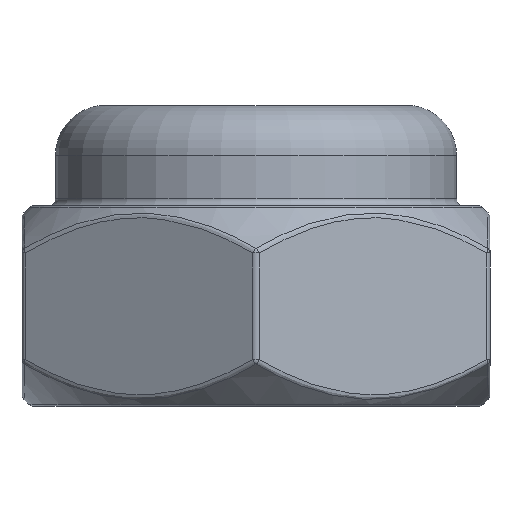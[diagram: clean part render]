
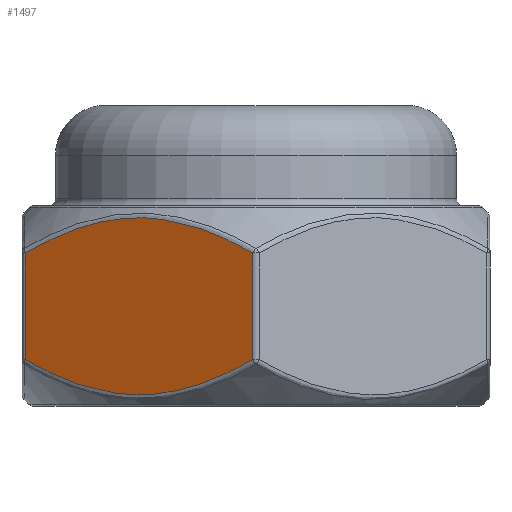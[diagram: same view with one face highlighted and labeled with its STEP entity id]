
A CAD part, front view. The second image highlights one B-rep face of the part: STEP entity #1497.
In plain terms, the highlighted planar face has unit normal (-0.5, -0.866, 0).
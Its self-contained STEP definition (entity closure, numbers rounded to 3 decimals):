
#39 = CARTESIAN_POINT ( 'NONE',  ( -0.05, -4.013, 0.696 ) ) ;
#58 = ORIENTED_EDGE ( 'NONE', *, *, #235, .T. ) ;
#103 = B_SPLINE_CURVE_WITH_KNOTS ( 'NONE', 3,
 ( #2192, #2378, #2220, #2197, #158, #1105, #2393, #1442, #518, #712, #324, #2371 ),
 .UNSPECIFIED., .F., .F.,
 ( 4, 2, 2, 2, 2, 4 ),
 ( 0., 0.001, 0.002, 0.003, 0.003, 0.004 ),
 .UNSPECIFIED. ) ;
#158 = CARTESIAN_POINT ( 'NONE',  ( -2.044, -2.861, 0.17 ) ) ;
#172 = CARTESIAN_POINT ( 'NONE',  ( -1.456, -3.201, 2.819 ) ) ;
#224 = VERTEX_POINT ( 'NONE', #1271 ) ;
#235 = EDGE_CURVE ( 'NONE', #280, #1950, #103, .T. ) ;
#264 = EDGE_CURVE ( 'NONE', #2163, #224, #1587, .T. ) ;
#280 = VERTEX_POINT ( 'NONE', #1656 ) ;
#324 = CARTESIAN_POINT ( 'NONE',  ( -0.316, -3.859, 0.542 ) ) ;
#418 = VECTOR ( 'NONE', #705, 1000. ) ;
#518 = CARTESIAN_POINT ( 'NONE',  ( -1.015, -3.456, 0.271 ) ) ;
#533 = CARTESIAN_POINT ( 'NONE',  ( -0.05, -4.013, 2.293 ) ) ;
#570 = EDGE_CURVE ( 'NONE', #1950, #2163, #1173, .T. ) ;
#705 = DIRECTION ( 'NONE',  ( 0., 0., 1. ) ) ;
#712 = CARTESIAN_POINT ( 'NONE',  ( -0.588, -3.702, 0.411 ) ) ;
#719 = CARTESIAN_POINT ( 'NONE',  ( -2.912, -2.36, 2.577 ) ) ;
#851 = ORIENTED_EDGE ( 'NONE', *, *, #570, .T. ) ;
#858 = LINE ( 'NONE', #1825, #1198 ) ;
#928 = PLANE ( 'NONE',  #1357 ) ;
#968 = FACE_OUTER_BOUND ( 'NONE', #1973, .T. ) ;
#972 = EDGE_CURVE ( 'NONE', #224, #280, #858, .T. ) ;
#1073 = CARTESIAN_POINT ( 'NONE',  ( -3.45, -2.05, 2.293 ) ) ;
#1105 = CARTESIAN_POINT ( 'NONE',  ( -1.6, -3.117, 0.17 ) ) ;
#1128 = DIRECTION ( 'NONE',  ( -0.866, 0.5, 0. ) ) ;
#1173 = LINE ( 'NONE', #1828, #418 ) ;
#1198 = VECTOR ( 'NONE', #1267, 1000. ) ;
#1267 = DIRECTION ( 'NONE',  ( 0., 0., -1. ) ) ;
#1271 = CARTESIAN_POINT ( 'NONE',  ( -3.45, -2.05, 2.293 ) ) ;
#1292 = CARTESIAN_POINT ( 'NONE',  ( -0.316, -3.859, 2.446 ) ) ;
#1357 = AXIS2_PLACEMENT_3D ( 'NONE', #1686, #1666, #1128 ) ;
#1428 = CARTESIAN_POINT ( 'NONE',  ( -2.485, -2.607, 2.718 ) ) ;
#1434 = CARTESIAN_POINT ( 'NONE',  ( -2.047, -2.86, 2.805 ) ) ;
#1442 = CARTESIAN_POINT ( 'NONE',  ( -1.161, -3.371, 0.233 ) ) ;
#1449 = ORIENTED_EDGE ( 'NONE', *, *, #264, .T. ) ;
#1452 = CARTESIAN_POINT ( 'NONE',  ( -1.157, -3.374, 2.765 ) ) ;
#1497 = ADVANCED_FACE ( 'NONE', ( #968 ), #928, .F. ) ;
#1587 = B_SPLINE_CURVE_WITH_KNOTS ( 'NONE', 3,
 ( #533, #1292, #2018, #1452, #172, #1648, #1434, #2033, #1428, #719, #1630, #1073 ),
 .UNSPECIFIED., .F., .F.,
 ( 4, 2, 2, 2, 2, 4 ),
 ( 0., 0.001, 0.002, 0.003, 0.003, 0.004 ),
 .UNSPECIFIED. ) ;
#1593 = ORIENTED_EDGE ( 'NONE', *, *, #972, .T. ) ;
#1630 = CARTESIAN_POINT ( 'NONE',  ( -3.184, -2.203, 2.446 ) ) ;
#1648 = CARTESIAN_POINT ( 'NONE',  ( -1.9, -2.945, 2.818 ) ) ;
#1656 = CARTESIAN_POINT ( 'NONE',  ( -3.45, -2.05, 0.696 ) ) ;
#1666 = DIRECTION ( 'NONE',  ( 0.5, 0.866, 0. ) ) ;
#1686 = CARTESIAN_POINT ( 'NONE',  ( -3.5, -2.021, 3. ) ) ;
#1825 = CARTESIAN_POINT ( 'NONE',  ( -3.45, -2.05, 3. ) ) ;
#1828 = CARTESIAN_POINT ( 'NONE',  ( -0.05, -4.013, 3. ) ) ;
#1950 = VERTEX_POINT ( 'NONE', #39 ) ;
#1973 = EDGE_LOOP ( 'NONE', ( #1593, #58, #851, #1449 ) ) ;
#2018 = CARTESIAN_POINT ( 'NONE',  ( -0.588, -3.702, 2.577 ) ) ;
#2033 = CARTESIAN_POINT ( 'NONE',  ( -2.339, -2.691, 2.755 ) ) ;
#2163 = VERTEX_POINT ( 'NONE', #2345 ) ;
#2192 = CARTESIAN_POINT ( 'NONE',  ( -3.45, -2.05, 0.696 ) ) ;
#2197 = CARTESIAN_POINT ( 'NONE',  ( -2.343, -2.689, 0.224 ) ) ;
#2220 = CARTESIAN_POINT ( 'NONE',  ( -2.912, -2.36, 0.411 ) ) ;
#2345 = CARTESIAN_POINT ( 'NONE',  ( -0.05, -4.013, 2.293 ) ) ;
#2371 = CARTESIAN_POINT ( 'NONE',  ( -0.05, -4.013, 0.696 ) ) ;
#2378 = CARTESIAN_POINT ( 'NONE',  ( -3.184, -2.203, 0.542 ) ) ;
#2393 = CARTESIAN_POINT ( 'NONE',  ( -1.453, -3.202, 0.183 ) ) ;
